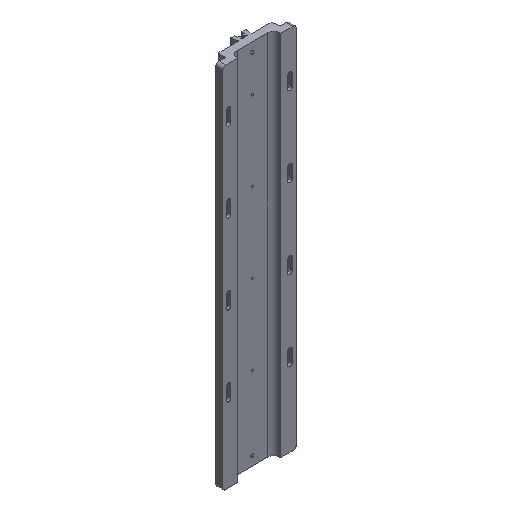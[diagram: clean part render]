
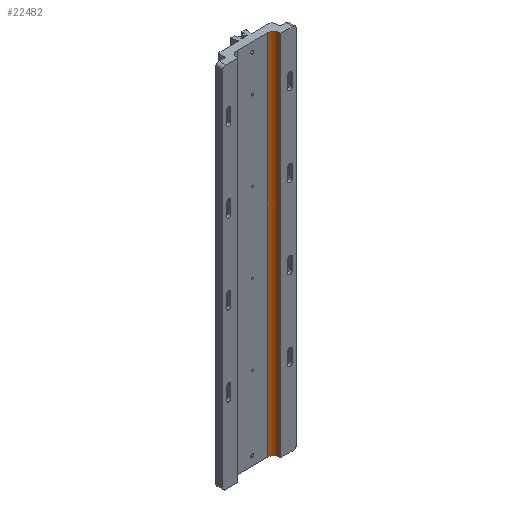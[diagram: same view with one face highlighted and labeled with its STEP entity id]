
A CAD part, isometric view. The second image highlights one B-rep face of the part: STEP entity #22482.
In plain terms, the highlighted cylindrical face has radius 10 mm (diameter 20 mm), a partial arc.
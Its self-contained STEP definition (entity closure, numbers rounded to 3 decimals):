
#203 = CARTESIAN_POINT ( 'NONE',  ( 31.666, 2.027, 900. ) ) ;
#409 = CARTESIAN_POINT ( 'NONE',  ( 41.666, -7.973, 900. ) ) ;
#490 = CIRCLE ( 'NONE', #10220, 10. ) ;
#2724 = CARTESIAN_POINT ( 'NONE',  ( 41.666, -7.973, 300. ) ) ;
#4218 = AXIS2_PLACEMENT_3D ( 'NONE', #15488, #18890, #35229 ) ;
#4966 = FACE_OUTER_BOUND ( 'NONE', #4988, .T. ) ;
#4988 = EDGE_LOOP ( 'NONE', ( #9500, #5679, #16406, #12045 ) ) ;
#5679 = ORIENTED_EDGE ( 'NONE', *, *, #19271, .F. ) ;
#8523 = VECTOR ( 'NONE', #11339, 1000. ) ;
#8539 = DIRECTION ( 'NONE',  ( 1., 0., 0. ) ) ;
#9500 = ORIENTED_EDGE ( 'NONE', *, *, #32559, .T. ) ;
#10220 = AXIS2_PLACEMENT_3D ( 'NONE', #24697, #30447, #8539 ) ;
#11339 = DIRECTION ( 'NONE',  ( 0., 0., -1. ) ) ;
#12045 = ORIENTED_EDGE ( 'NONE', *, *, #13368, .T. ) ;
#13368 = EDGE_CURVE ( 'NONE', #23222, #34895, #23848, .T. ) ;
#15348 = CIRCLE ( 'NONE', #23334, 10. ) ;
#15488 = CARTESIAN_POINT ( 'NONE',  ( 31.666, -7.973, 900. ) ) ;
#16406 = ORIENTED_EDGE ( 'NONE', *, *, #24957, .F. ) ;
#18890 = DIRECTION ( 'NONE',  ( 0., 0., -1. ) ) ;
#19271 = EDGE_CURVE ( 'NONE', #31611, #31795, #32802, .T. ) ;
#19340 = CARTESIAN_POINT ( 'NONE',  ( 31.666, 2.027, 900. ) ) ;
#22482 = ADVANCED_FACE ( 'NONE', ( #4966 ), #26235, .F. ) ;
#23222 = VERTEX_POINT ( 'NONE', #203 ) ;
#23334 = AXIS2_PLACEMENT_3D ( 'NONE', #30761, #28140, #33358 ) ;
#23663 = CARTESIAN_POINT ( 'NONE',  ( 31.666, 2.027, 300. ) ) ;
#23848 = LINE ( 'NONE', #19340, #34094 ) ;
#24668 = DIRECTION ( 'NONE',  ( 0., 0., -1. ) ) ;
#24697 = CARTESIAN_POINT ( 'NONE',  ( 31.666, -7.973, 900. ) ) ;
#24957 = EDGE_CURVE ( 'NONE', #23222, #31611, #490, .T. ) ;
#26235 = CYLINDRICAL_SURFACE ( 'NONE', #4218, 10. ) ;
#28140 = DIRECTION ( 'NONE',  ( 0., 0., -1. ) ) ;
#30447 = DIRECTION ( 'NONE',  ( 0., 0., -1. ) ) ;
#30761 = CARTESIAN_POINT ( 'NONE',  ( 31.666, -7.973, 300. ) ) ;
#30886 = CARTESIAN_POINT ( 'NONE',  ( 41.666, -7.973, 900. ) ) ;
#31611 = VERTEX_POINT ( 'NONE', #30886 ) ;
#31795 = VERTEX_POINT ( 'NONE', #2724 ) ;
#32559 = EDGE_CURVE ( 'NONE', #34895, #31795, #15348, .T. ) ;
#32802 = LINE ( 'NONE', #409, #8523 ) ;
#33358 = DIRECTION ( 'NONE',  ( 1., 0., 0. ) ) ;
#34094 = VECTOR ( 'NONE', #24668, 1000. ) ;
#34895 = VERTEX_POINT ( 'NONE', #23663 ) ;
#35229 = DIRECTION ( 'NONE',  ( -1., 0., 0. ) ) ;
